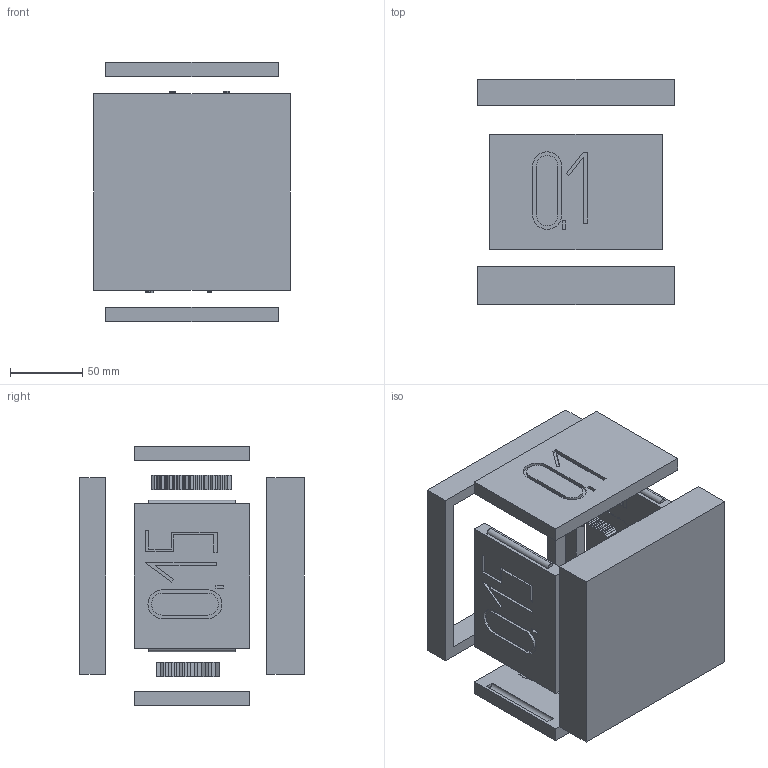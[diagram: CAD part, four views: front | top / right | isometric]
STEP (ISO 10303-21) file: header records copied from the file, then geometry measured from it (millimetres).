
FILE_DESCRIPTION( ( 'STEP Version 203' ), '1' );
FILE_NAME( 'Testwuerfel.stp', '07/06/20 12:08:53', ( 'Solass' ), ( ' ' ), 'PSStep 21.0.47', 'DesignModeler STEP Output', ' ' );
FILE_SCHEMA( ( 'CONFIG_CONTROL_DESIGN' ) );
Length unit declared in the file: metre
Products named in the file (14): 1; 2; 3; 4; 5; 6; 7; 8; 9; 10; 11; 12; 13; 14
Bounding box: 136.2 x 156 x 180 mm (x, y, z)
Volume: 663284.2 mm3; surface area: 194166.2 mm2
Topology: 14 solids, 14 shells, 1056 faces, 2979 edges, 1986 vertices
Faces by surface type: plane 1032, cylinder 24
Entity records: 33798 total; most frequent: CARTESIAN_POINT 6035, ORIENTED_EDGE 5958, DIRECTION 5167, EDGE_CURVE 2979, LINE 2931, VECTOR 2931, VERTEX_POINT 1986, AXIS2_PLACEMENT_3D 1118
